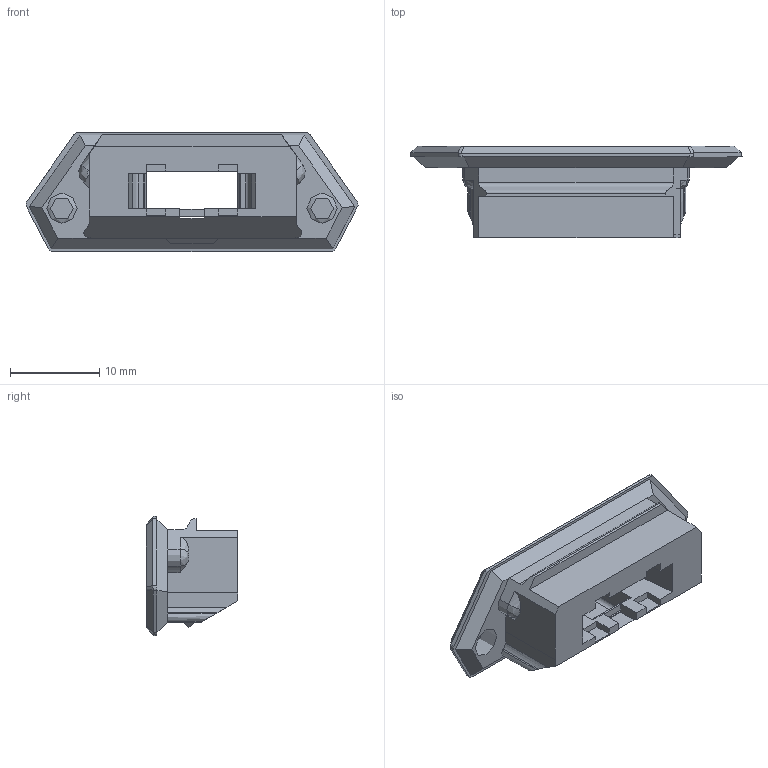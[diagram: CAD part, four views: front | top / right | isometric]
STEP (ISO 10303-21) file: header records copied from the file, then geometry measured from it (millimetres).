
FILE_DESCRIPTION(/* description */ (''),/* implementation_level */ '2;1');
FILE_NAME(/* name */ '3p_Microfit.step',/* time_stamp */ '2025-03-30T15:19:27+02:00',/* author */ (''),/* organization */ (''),/* preprocessor_version */ 'ST-DEVELOPER v20.1',/* originating_system */ 'Autodesk Translation Framework v14.4.0.0',/* authorisation */ '');
FILE_SCHEMA (('AUTOMOTIVE_DESIGN { 1 0 10303 214 3 1 1 }'));
Length unit declared in the file: millimetre
Products named in the file (1): 3-pin_winged (1) (1)
Bounding box: 37.27 x 10.29 x 13.38 mm (x, y, z)
Volume: 1973.7 mm3; surface area: 1914.7 mm2
Topology: 1 solids, 1 shells, 175 faces, 488 edges, 317 vertices
Faces by surface type: plane 126, cylinder 34, cone 10, torus 3, bspline 2
Full cylindrical faces by diameter (mm): 3.4 x2
Entity records: 5686 total; most frequent: CARTESIAN_POINT 1113, ORIENTED_EDGE 974, DIRECTION 907, EDGE_CURVE 487, LINE 377, VECTOR 377, VERTEX_POINT 317, AXIS2_PLACEMENT_3D 265
